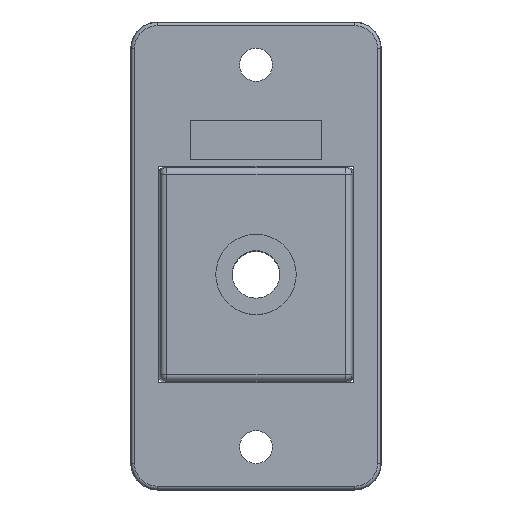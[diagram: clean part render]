
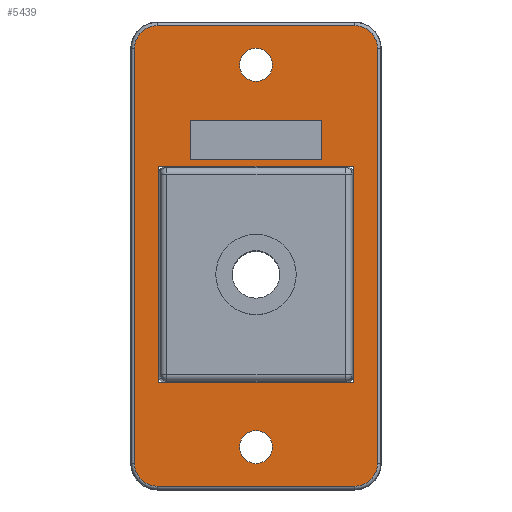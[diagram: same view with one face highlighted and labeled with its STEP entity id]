
A CAD part, top view. The second image highlights one B-rep face of the part: STEP entity #5439.
In plain terms, the highlighted planar face has unit normal (0, 0, 1).
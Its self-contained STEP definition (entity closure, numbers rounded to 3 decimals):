
#126=FACE_BOUND('',#751,.T.);
#127=FACE_BOUND('',#752,.T.);
#128=FACE_BOUND('',#753,.T.);
#129=FACE_BOUND('',#754,.T.);
#185=CIRCLE('',#5772,1.714);
#189=CIRCLE('',#5778,1.714);
#193=CIRCLE('',#5784,1.714);
#197=CIRCLE('',#5790,1.714);
#200=CIRCLE('',#5798,1.25);
#201=CIRCLE('',#5799,1.25);
#457=FACE_OUTER_BOUND('',#750,.T.);
#750=EDGE_LOOP('',(#4510,#4511,#4512,#4513,#4514,#4515,#4516,#4517));
#751=EDGE_LOOP('',(#4518,#4519,#4520,#4521));
#752=EDGE_LOOP('',(#4522));
#753=EDGE_LOOP('',(#4523));
#754=EDGE_LOOP('',(#4524,#4525,#4526,#4527));
#1341=LINE('',#8584,#1966);
#1342=LINE('',#8595,#1967);
#1344=LINE('',#8607,#1969);
#1346=LINE('',#8619,#1971);
#1355=LINE('',#8645,#1980);
#1356=LINE('',#8647,#1981);
#1357=LINE('',#8649,#1982);
#1358=LINE('',#8650,#1983);
#1359=LINE('',#8657,#1984);
#1360=LINE('',#8659,#1985);
#1361=LINE('',#8661,#1986);
#1362=LINE('',#8662,#1987);
#1966=VECTOR('',#6942,10.);
#1967=VECTOR('',#6955,10.);
#1969=VECTOR('',#6969,10.);
#1971=VECTOR('',#6983,10.);
#1980=VECTOR('',#7012,10.);
#1981=VECTOR('',#7013,10.);
#1982=VECTOR('',#7014,10.);
#1983=VECTOR('',#7015,10.);
#1984=VECTOR('',#7020,10.);
#1985=VECTOR('',#7021,10.);
#1986=VECTOR('',#7022,10.);
#1987=VECTOR('',#7023,10.);
#2447=VERTEX_POINT('',#8577);
#2450=VERTEX_POINT('',#8582);
#2452=VERTEX_POINT('',#8587);
#2454=VERTEX_POINT('',#8593);
#2456=VERTEX_POINT('',#8599);
#2458=VERTEX_POINT('',#8605);
#2460=VERTEX_POINT('',#8611);
#2462=VERTEX_POINT('',#8617);
#2468=VERTEX_POINT('',#8643);
#2469=VERTEX_POINT('',#8644);
#2470=VERTEX_POINT('',#8646);
#2471=VERTEX_POINT('',#8648);
#2472=VERTEX_POINT('',#8651);
#2473=VERTEX_POINT('',#8653);
#2474=VERTEX_POINT('',#8655);
#2475=VERTEX_POINT('',#8656);
#2476=VERTEX_POINT('',#8658);
#2477=VERTEX_POINT('',#8660);
#3137=EDGE_CURVE('',#2450,#2447,#1341,.T.);
#3139=EDGE_CURVE('',#2452,#2450,#185,.T.);
#3142=EDGE_CURVE('',#2454,#2452,#1342,.T.);
#3145=EDGE_CURVE('',#2456,#2454,#189,.T.);
#3148=EDGE_CURVE('',#2458,#2456,#1344,.T.);
#3151=EDGE_CURVE('',#2460,#2458,#193,.T.);
#3154=EDGE_CURVE('',#2462,#2460,#1346,.T.);
#3157=EDGE_CURVE('',#2447,#2462,#197,.T.);
#3167=EDGE_CURVE('',#2468,#2469,#1355,.T.);
#3168=EDGE_CURVE('',#2469,#2470,#1356,.T.);
#3169=EDGE_CURVE('',#2470,#2471,#1357,.T.);
#3170=EDGE_CURVE('',#2471,#2468,#1358,.T.);
#3171=EDGE_CURVE('',#2472,#2472,#200,.T.);
#3172=EDGE_CURVE('',#2473,#2473,#201,.T.);
#3173=EDGE_CURVE('',#2474,#2475,#1359,.T.);
#3174=EDGE_CURVE('',#2475,#2476,#1360,.T.);
#3175=EDGE_CURVE('',#2476,#2477,#1361,.T.);
#3176=EDGE_CURVE('',#2477,#2474,#1362,.T.);
#4510=ORIENTED_EDGE('',*,*,#3137,.F.);
#4511=ORIENTED_EDGE('',*,*,#3139,.F.);
#4512=ORIENTED_EDGE('',*,*,#3142,.F.);
#4513=ORIENTED_EDGE('',*,*,#3145,.F.);
#4514=ORIENTED_EDGE('',*,*,#3148,.F.);
#4515=ORIENTED_EDGE('',*,*,#3151,.F.);
#4516=ORIENTED_EDGE('',*,*,#3154,.F.);
#4517=ORIENTED_EDGE('',*,*,#3157,.F.);
#4518=ORIENTED_EDGE('',*,*,#3167,.T.);
#4519=ORIENTED_EDGE('',*,*,#3168,.T.);
#4520=ORIENTED_EDGE('',*,*,#3169,.T.);
#4521=ORIENTED_EDGE('',*,*,#3170,.T.);
#4522=ORIENTED_EDGE('',*,*,#3171,.T.);
#4523=ORIENTED_EDGE('',*,*,#3172,.T.);
#4524=ORIENTED_EDGE('',*,*,#3173,.T.);
#4525=ORIENTED_EDGE('',*,*,#3174,.T.);
#4526=ORIENTED_EDGE('',*,*,#3175,.T.);
#4527=ORIENTED_EDGE('',*,*,#3176,.T.);
#4894=PLANE('',#5797);
#5439=ADVANCED_FACE('',(#457,#126,#127,#128,#129),#4894,.F.);
#5772=AXIS2_PLACEMENT_3D('',#8589,#6947,#6948);
#5778=AXIS2_PLACEMENT_3D('',#8601,#6961,#6962);
#5784=AXIS2_PLACEMENT_3D('',#8613,#6975,#6976);
#5790=AXIS2_PLACEMENT_3D('',#8623,#6989,#6990);
#5797=AXIS2_PLACEMENT_3D('',#8642,#7010,#7011);
#5798=AXIS2_PLACEMENT_3D('',#8652,#7016,#7017);
#5799=AXIS2_PLACEMENT_3D('',#8654,#7018,#7019);
#6942=DIRECTION('',(0.,-1.,0.));
#6947=DIRECTION('center_axis',(0.,0.,-1.));
#6948=DIRECTION('ref_axis',(0.707,0.707,0.));
#6955=DIRECTION('',(1.,0.,0.));
#6961=DIRECTION('center_axis',(0.,0.,-1.));
#6962=DIRECTION('ref_axis',(-0.707,0.707,0.));
#6969=DIRECTION('',(0.,1.,0.));
#6975=DIRECTION('center_axis',(0.,0.,-1.));
#6976=DIRECTION('ref_axis',(-0.707,-0.707,0.));
#6983=DIRECTION('',(-1.,0.,0.));
#6989=DIRECTION('center_axis',(0.,0.,-1.));
#6990=DIRECTION('ref_axis',(0.707,-0.707,0.));
#7010=DIRECTION('center_axis',(0.,0.,-1.));
#7011=DIRECTION('ref_axis',(0.,1.,0.));
#7012=DIRECTION('',(0.,-1.,0.));
#7013=DIRECTION('',(-1.,0.,0.));
#7014=DIRECTION('',(0.,1.,0.));
#7015=DIRECTION('',(1.,0.,0.));
#7016=DIRECTION('center_axis',(0.,0.,-1.));
#7017=DIRECTION('ref_axis',(0.,-1.,0.));
#7018=DIRECTION('center_axis',(0.,0.,-1.));
#7019=DIRECTION('ref_axis',(0.,-1.,0.));
#7020=DIRECTION('',(1.,0.,0.));
#7021=DIRECTION('',(0.,-1.,0.));
#7022=DIRECTION('',(-1.,0.,0.));
#7023=DIRECTION('',(0.,1.,0.));
#8577=CARTESIAN_POINT('',(9.214,-14.35,0.));
#8582=CARTESIAN_POINT('',(9.214,17.15,0.));
#8584=CARTESIAN_POINT('',(9.214,10.275,0.));
#8587=CARTESIAN_POINT('',(7.5,18.864,0.));
#8589=CARTESIAN_POINT('Origin',(7.5,17.15,0.));
#8593=CARTESIAN_POINT('',(-7.5,18.864,0.));
#8595=CARTESIAN_POINT('',(-4.75,18.864,0.));
#8599=CARTESIAN_POINT('',(-9.214,17.15,0.));
#8601=CARTESIAN_POINT('Origin',(-7.5,17.15,0.));
#8605=CARTESIAN_POINT('',(-9.214,-14.35,0.));
#8607=CARTESIAN_POINT('',(-9.214,-7.475,0.));
#8611=CARTESIAN_POINT('',(-7.5,-16.064,0.));
#8613=CARTESIAN_POINT('Origin',(-7.5,-14.35,0.));
#8617=CARTESIAN_POINT('',(7.5,-16.064,0.));
#8619=CARTESIAN_POINT('',(4.75,-16.064,0.));
#8623=CARTESIAN_POINT('Origin',(7.5,-14.35,0.));
#8642=CARTESIAN_POINT('Origin',(0.,1.4,0.));
#8643=CARTESIAN_POINT('',(7.375,8.2,0.));
#8644=CARTESIAN_POINT('',(7.375,-8.2,0.));
#8645=CARTESIAN_POINT('',(7.375,4.8,0.));
#8646=CARTESIAN_POINT('',(-7.375,-8.2,0.));
#8647=CARTESIAN_POINT('',(3.688,-8.2,0.));
#8648=CARTESIAN_POINT('',(-7.375,8.2,0.));
#8649=CARTESIAN_POINT('',(-7.375,-3.4,0.));
#8650=CARTESIAN_POINT('',(-3.688,8.2,0.));
#8651=CARTESIAN_POINT('',(0.,17.15,0.));
#8652=CARTESIAN_POINT('Origin',(0.,15.9,0.));
#8653=CARTESIAN_POINT('',(0.,-11.85,0.));
#8654=CARTESIAN_POINT('Origin',(0.,-13.1,0.));
#8655=CARTESIAN_POINT('',(-5.,11.7,0.));
#8656=CARTESIAN_POINT('',(5.,11.7,0.));
#8657=CARTESIAN_POINT('',(-2.5,11.7,0.));
#8658=CARTESIAN_POINT('',(5.,8.7,0.));
#8659=CARTESIAN_POINT('',(5.,6.55,0.));
#8660=CARTESIAN_POINT('',(-5.,8.7,0.));
#8661=CARTESIAN_POINT('',(2.5,8.7,0.));
#8662=CARTESIAN_POINT('',(-5.,5.05,0.));
